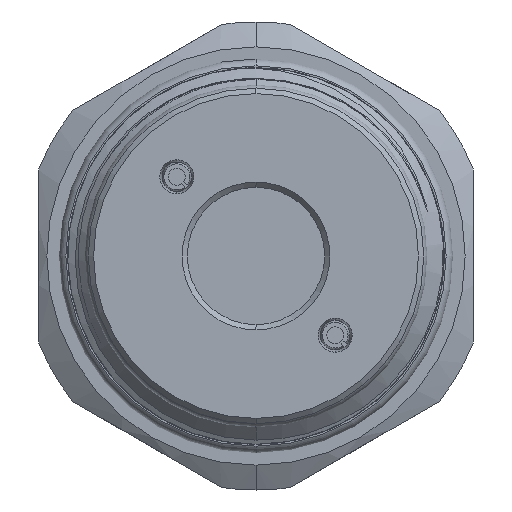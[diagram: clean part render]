
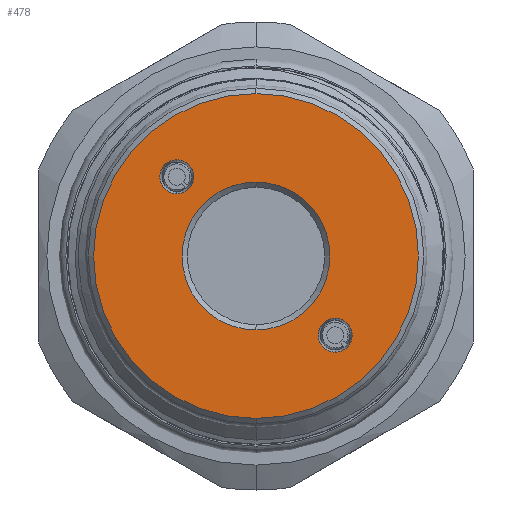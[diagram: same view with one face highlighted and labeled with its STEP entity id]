
A CAD part, left-side view. The second image highlights one B-rep face of the part: STEP entity #478.
In plain terms, the highlighted planar face has unit normal (-1, 0, 0).
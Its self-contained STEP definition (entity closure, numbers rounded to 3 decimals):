
#24 = AXIS2_PLACEMENT_3D ( 'NONE', #6636, #1532, #12866 ) ;
#270 = AXIS2_PLACEMENT_3D ( 'NONE', #4238, #10689, #13317 ) ;
#478 = ADVANCED_FACE ( 'NONE', ( #9593, #8363, #13981, #11165 ), #11566, .F. ) ;
#746 = CARTESIAN_POINT ( 'NONE',  ( -7.9, 7.495, 9.11 ) ) ;
#982 = DIRECTION ( 'NONE',  ( 1., 0., 0. ) ) ;
#1139 = CARTESIAN_POINT ( 'NONE',  ( -7.9, -7.495, -7.495 ) ) ;
#1200 = CARTESIAN_POINT ( 'NONE',  ( -7.9, 0., 0. ) ) ;
#1532 = DIRECTION ( 'NONE',  ( 1., 0., 0. ) ) ;
#1855 = CARTESIAN_POINT ( 'NONE',  ( -7.9, 0., 0. ) ) ;
#1860 = VERTEX_POINT ( 'NONE', #16369 ) ;
#2125 = CIRCLE ( 'NONE', #4790, 7. ) ;
#2216 = DIRECTION ( 'NONE',  ( 0., 0., -1. ) ) ;
#3058 = CARTESIAN_POINT ( 'NONE',  ( -7.9, -7.495, -7.495 ) ) ;
#3078 = VERTEX_POINT ( 'NONE', #15529 ) ;
#3258 = AXIS2_PLACEMENT_3D ( 'NONE', #3058, #12139, #4505 ) ;
#3800 = ORIENTED_EDGE ( 'NONE', *, *, #13378, .F. ) ;
#3958 = CARTESIAN_POINT ( 'NONE',  ( -7.9, -7.495, -9.11 ) ) ;
#4012 = EDGE_CURVE ( 'NONE', #4040, #4982, #13139, .T. ) ;
#4040 = VERTEX_POINT ( 'NONE', #746 ) ;
#4210 = ORIENTED_EDGE ( 'NONE', *, *, #9051, .T. ) ;
#4238 = CARTESIAN_POINT ( 'NONE',  ( -7.9, 0., 0. ) ) ;
#4357 = CARTESIAN_POINT ( 'NONE',  ( -7.9, -7.495, -5.881 ) ) ;
#4391 = EDGE_CURVE ( 'NONE', #4982, #4040, #15727, .T. ) ;
#4505 = DIRECTION ( 'NONE',  ( 0., 0., -1. ) ) ;
#4584 = CIRCLE ( 'NONE', #13594, 1.614 ) ;
#4588 = AXIS2_PLACEMENT_3D ( 'NONE', #16251, #9894, #6067 ) ;
#4790 = AXIS2_PLACEMENT_3D ( 'NONE', #13878, #982, #2216 ) ;
#4821 = EDGE_LOOP ( 'NONE', ( #7790, #3800 ) ) ;
#4982 = VERTEX_POINT ( 'NONE', #16286 ) ;
#5480 = DIRECTION ( 'NONE',  ( -1., 0., 0. ) ) ;
#5761 = DIRECTION ( 'NONE',  ( -1., 0., 0. ) ) ;
#6067 = DIRECTION ( 'NONE',  ( 0., 0., 1. ) ) ;
#6275 = EDGE_LOOP ( 'NONE', ( #9771, #4210 ) ) ;
#6322 = CARTESIAN_POINT ( 'NONE',  ( -7.9, 0., 15.375 ) ) ;
#6358 = EDGE_CURVE ( 'NONE', #12253, #13694, #7043, .T. ) ;
#6636 = CARTESIAN_POINT ( 'NONE',  ( -7.9, 0., 0. ) ) ;
#7034 = DIRECTION ( 'NONE',  ( 0., 0., 1. ) ) ;
#7043 = CIRCLE ( 'NONE', #3258, 1.614 ) ;
#7631 = DIRECTION ( 'NONE',  ( 1., 0., 0. ) ) ;
#7790 = ORIENTED_EDGE ( 'NONE', *, *, #6358, .F. ) ;
#8099 = CIRCLE ( 'NONE', #270, 15.375 ) ;
#8217 = DIRECTION ( 'NONE',  ( 0., 0., -1. ) ) ;
#8363 = FACE_OUTER_BOUND ( 'NONE', #11109, .T. ) ;
#8596 = VERTEX_POINT ( 'NONE', #6322 ) ;
#8822 = EDGE_CURVE ( 'NONE', #3078, #8596, #13949, .T. ) ;
#9051 = EDGE_CURVE ( 'NONE', #12049, #1860, #2125, .T. ) ;
#9593 = FACE_BOUND ( 'NONE', #6275, .T. ) ;
#9771 = ORIENTED_EDGE ( 'NONE', *, *, #11838, .T. ) ;
#9894 = DIRECTION ( 'NONE',  ( -1., 0., 0. ) ) ;
#10071 = EDGE_LOOP ( 'NONE', ( #10577, #10685 ) ) ;
#10577 = ORIENTED_EDGE ( 'NONE', *, *, #4012, .F. ) ;
#10608 = EDGE_CURVE ( 'NONE', #8596, #3078, #8099, .T. ) ;
#10685 = ORIENTED_EDGE ( 'NONE', *, *, #4391, .F. ) ;
#10689 = DIRECTION ( 'NONE',  ( -1., 0., 0. ) ) ;
#10869 = CIRCLE ( 'NONE', #12288, 7. ) ;
#10917 = CARTESIAN_POINT ( 'NONE',  ( -7.9, 7.495, 7.495 ) ) ;
#11109 = EDGE_LOOP ( 'NONE', ( #15713, #13026 ) ) ;
#11165 = FACE_BOUND ( 'NONE', #4821, .T. ) ;
#11505 = DIRECTION ( 'NONE',  ( -1., 0., 0. ) ) ;
#11566 = PLANE ( 'NONE',  #24 ) ;
#11838 = EDGE_CURVE ( 'NONE', #1860, #12049, #10869, .T. ) ;
#12049 = VERTEX_POINT ( 'NONE', #15421 ) ;
#12139 = DIRECTION ( 'NONE',  ( -1., 0., 0. ) ) ;
#12253 = VERTEX_POINT ( 'NONE', #3958 ) ;
#12288 = AXIS2_PLACEMENT_3D ( 'NONE', #1200, #7631, #16480 ) ;
#12866 = DIRECTION ( 'NONE',  ( 0., 0., -1. ) ) ;
#13026 = ORIENTED_EDGE ( 'NONE', *, *, #10608, .T. ) ;
#13139 = CIRCLE ( 'NONE', #13410, 1.614 ) ;
#13317 = DIRECTION ( 'NONE',  ( 0., 0., -1. ) ) ;
#13378 = EDGE_CURVE ( 'NONE', #13694, #12253, #4584, .T. ) ;
#13410 = AXIS2_PLACEMENT_3D ( 'NONE', #10917, #5761, #7034 ) ;
#13594 = AXIS2_PLACEMENT_3D ( 'NONE', #1139, #11505, #13942 ) ;
#13694 = VERTEX_POINT ( 'NONE', #4357 ) ;
#13878 = CARTESIAN_POINT ( 'NONE',  ( -7.9, 0., 0. ) ) ;
#13942 = DIRECTION ( 'NONE',  ( 0., 0., -1. ) ) ;
#13949 = CIRCLE ( 'NONE', #15976, 15.375 ) ;
#13981 = FACE_BOUND ( 'NONE', #10071, .T. ) ;
#15421 = CARTESIAN_POINT ( 'NONE',  ( -7.9, 0., -7. ) ) ;
#15529 = CARTESIAN_POINT ( 'NONE',  ( -7.9, 0., -15.375 ) ) ;
#15713 = ORIENTED_EDGE ( 'NONE', *, *, #8822, .T. ) ;
#15727 = CIRCLE ( 'NONE', #4588, 1.614 ) ;
#15976 = AXIS2_PLACEMENT_3D ( 'NONE', #1855, #5480, #8217 ) ;
#16251 = CARTESIAN_POINT ( 'NONE',  ( -7.9, 7.495, 7.495 ) ) ;
#16286 = CARTESIAN_POINT ( 'NONE',  ( -7.9, 7.495, 5.881 ) ) ;
#16369 = CARTESIAN_POINT ( 'NONE',  ( -7.9, 0., 7. ) ) ;
#16480 = DIRECTION ( 'NONE',  ( 0., 0., -1. ) ) ;
